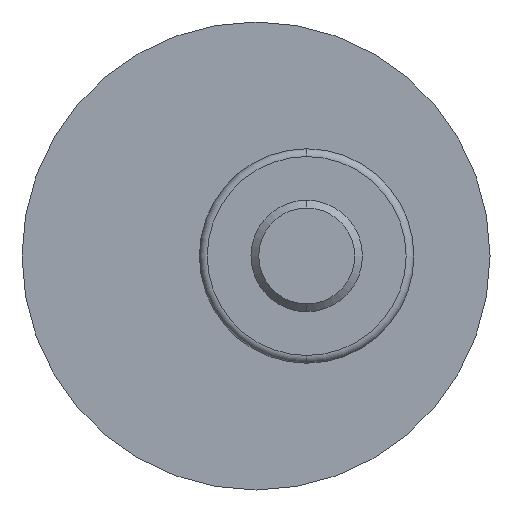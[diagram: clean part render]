
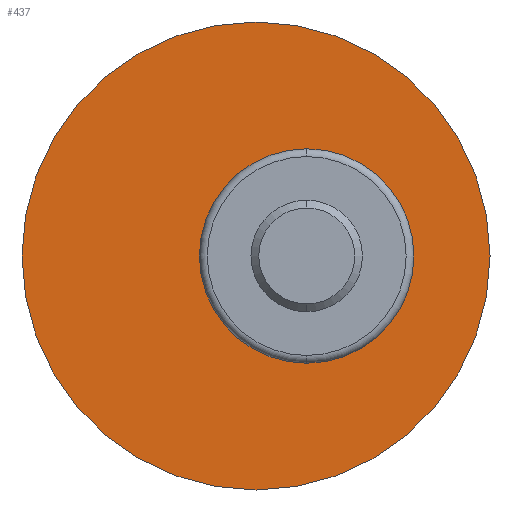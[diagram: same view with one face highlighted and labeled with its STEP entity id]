
A CAD part, front view. The second image highlights one B-rep face of the part: STEP entity #437.
In plain terms, the highlighted planar face has unit normal (0, -1, 0).
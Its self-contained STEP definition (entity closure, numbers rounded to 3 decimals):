
#16 = EDGE_CURVE ( 'Defeature ausgef�hrt1_75+Defeature ausgef�hrt1_6+Defeature ausgef�hrt1_6+Defeature ausgef�hrt1_6', #583, #1926, #2351, .T. ) ;
#150 = ORIENTED_EDGE ( 'NONE', *, *, #2066, .F. ) ;
#221 = FACE_OUTER_BOUND ( 'NONE', #1686, .T. ) ;
#277 = AXIS2_PLACEMENT_3D ( 'NONE', #604, #1784, #1540 ) ;
#405 = CARTESIAN_POINT ( 'NONE',  ( 0., 0., 0. ) ) ;
#421 = DIRECTION ( 'NONE',  ( 0., 0., 1. ) ) ;
#425 = CIRCLE ( 'NONE', #2543, 6. ) ;
#437 = ADVANCED_FACE ( 'Defeature ausgef�hrt1_75', ( #1629, #221 ), #1239, .F. ) ;
#438 = AXIS2_PLACEMENT_3D ( 'NONE', #1196, #2449, #582 ) ;
#582 = DIRECTION ( 'NONE',  ( 0., 0., 1. ) ) ;
#583 = VERTEX_POINT ( 'NONE', #2891 ) ;
#604 = CARTESIAN_POINT ( 'NONE',  ( 0., 0., 0. ) ) ;
#761 = DIRECTION ( 'NONE',  ( 0., 1., 0. ) ) ;
#1173 = VERTEX_POINT ( 'NONE', #2870 ) ;
#1181 = EDGE_CURVE ( 'Defeature ausgef�hrt1_76+Defeature ausgef�hrt1_75+Defeature ausgef�hrt1_75+Defeature ausgef�hrt1_75', #1173, #2916, #1763, .T. ) ;
#1196 = CARTESIAN_POINT ( 'NONE',  ( 1.3, 0., 0. ) ) ;
#1234 = ORIENTED_EDGE ( 'NONE', *, *, #1181, .F. ) ;
#1239 = PLANE ( 'NONE',  #2448 ) ;
#1431 = DIRECTION ( 'NONE',  ( 0., 0., 1. ) ) ;
#1487 = CARTESIAN_POINT ( 'NONE',  ( 0., 0., 0. ) ) ;
#1540 = DIRECTION ( 'NONE',  ( 0., 0., 1. ) ) ;
#1559 = EDGE_LOOP ( 'NONE', ( #1711, #2412 ) ) ;
#1587 = DIRECTION ( 'NONE',  ( 0., 1., 0. ) ) ;
#1629 = FACE_BOUND ( 'NONE', #1559, .T. ) ;
#1686 = EDGE_LOOP ( 'NONE', ( #1234, #150 ) ) ;
#1711 = ORIENTED_EDGE ( 'NONE', *, *, #16, .T. ) ;
#1763 = CIRCLE ( 'NONE', #277, 6. ) ;
#1784 = DIRECTION ( 'NONE',  ( 0., 1., 0. ) ) ;
#1795 = CARTESIAN_POINT ( 'NONE',  ( 1.3, 0., -2.05 ) ) ;
#1926 = VERTEX_POINT ( 'NONE', #1795 ) ;
#1939 = DIRECTION ( 'NONE',  ( 0., 0., 1. ) ) ;
#2034 = CIRCLE ( 'NONE', #2147, 2.05 ) ;
#2066 = EDGE_CURVE ( 'Defeature ausgef�hrt1_76+Defeature ausgef�hrt1_75+Defeature ausgef�hrt1_75+Defeature ausgef�hrt1_75', #2916, #1173, #425, .T. ) ;
#2147 = AXIS2_PLACEMENT_3D ( 'NONE', #2600, #2855, #1431 ) ;
#2198 = CARTESIAN_POINT ( 'NONE',  ( 0., 0., 6. ) ) ;
#2351 = CIRCLE ( 'NONE', #438, 2.05 ) ;
#2412 = ORIENTED_EDGE ( 'NONE', *, *, #2705, .T. ) ;
#2448 = AXIS2_PLACEMENT_3D ( 'NONE', #1487, #761, #1939 ) ;
#2449 = DIRECTION ( 'NONE',  ( 0., 1., 0. ) ) ;
#2543 = AXIS2_PLACEMENT_3D ( 'NONE', #405, #1587, #421 ) ;
#2600 = CARTESIAN_POINT ( 'NONE',  ( 1.3, 0., 0. ) ) ;
#2705 = EDGE_CURVE ( 'Defeature ausgef�hrt1_75+Defeature ausgef�hrt1_6+Defeature ausgef�hrt1_6+Defeature ausgef�hrt1_6', #1926, #583, #2034, .T. ) ;
#2855 = DIRECTION ( 'NONE',  ( 0., 1., 0. ) ) ;
#2870 = CARTESIAN_POINT ( 'NONE',  ( 0., 0., -6. ) ) ;
#2891 = CARTESIAN_POINT ( 'NONE',  ( 1.3, 0., 2.05 ) ) ;
#2916 = VERTEX_POINT ( 'NONE', #2198 ) ;
